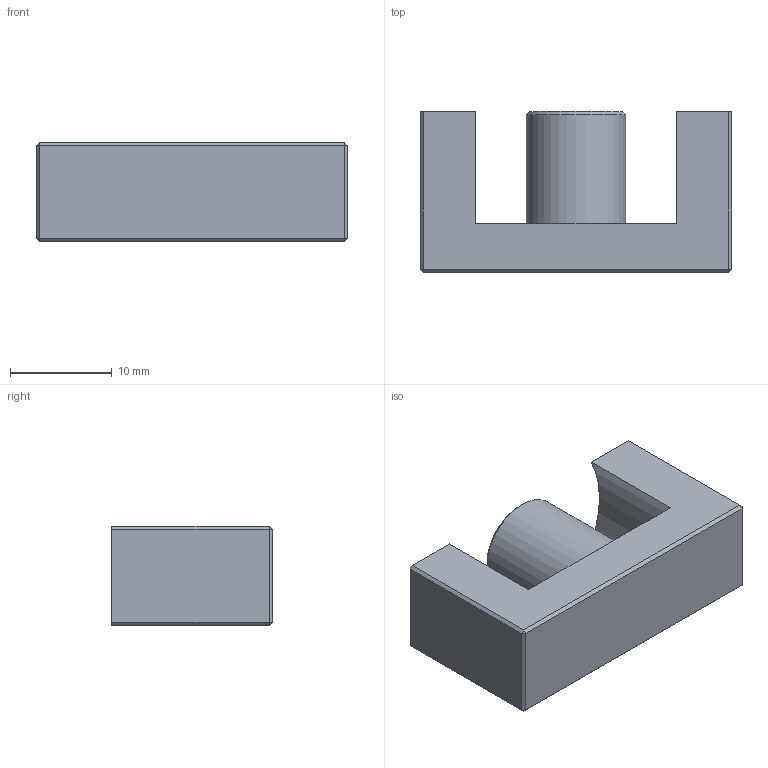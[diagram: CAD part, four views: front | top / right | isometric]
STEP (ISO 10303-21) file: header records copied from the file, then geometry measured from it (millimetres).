
FILE_DESCRIPTION (( 'STEP AP214' ), '1' );
FILE_NAME ('ETD29-16-10.step', '2018-04-25T18:07:48', ( '' ), ( '' ), 'SwSTEP 2.0', 'SolidWorks 2017', '' );
FILE_SCHEMA (( 'AUTOMOTIVE_DESIGN' ));
Length unit declared in the file: millimetre
Products named in the file (1): ETD29-16-10
Bounding box: 30.6 x 15.8 x 9.8 mm (x, y, z)
Volume: 3269.4 mm3; surface area: 1974 mm2
Topology: 1 solids, 1 shells, 26 faces, 56 edges, 32 vertices
Faces by surface type: plane 22, cylinder 3, cone 1
Full cylindrical faces by diameter (mm): 9.8 x1
Entity records: 704 total; most frequent: DIRECTION 116, CARTESIAN_POINT 113, ORIENTED_EDGE 108, EDGE_CURVE 54, VECTOR 46, LINE 46, AXIS2_PLACEMENT_3D 35, VERTEX_POINT 32
